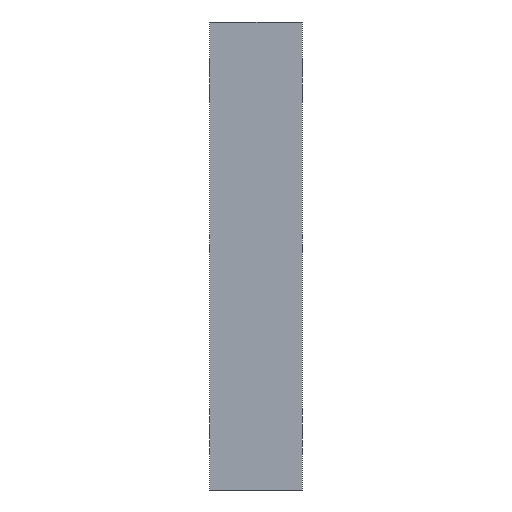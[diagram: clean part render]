
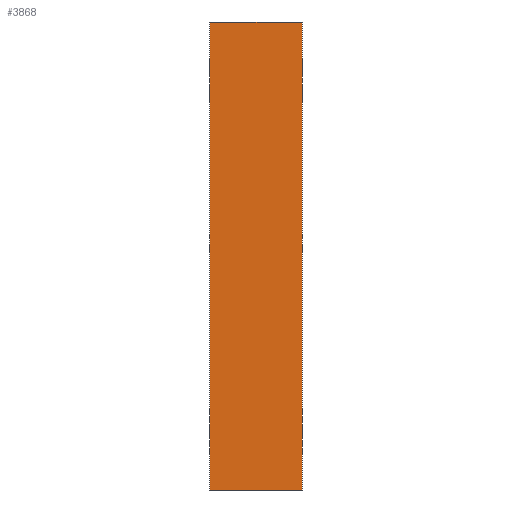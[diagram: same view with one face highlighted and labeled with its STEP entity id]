
A CAD part, left-side view. The second image highlights one B-rep face of the part: STEP entity #3868.
In plain terms, the highlighted planar face has unit normal (-1, 0, 0).
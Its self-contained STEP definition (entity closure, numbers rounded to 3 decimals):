
#54=PLANE('',#4125);
#321=FACE_OUTER_BOUND('',#541,.T.);
#541=EDGE_LOOP('',(#3406,#3407,#3408,#3409));
#1095=LINE('',#16728,#1290);
#1096=LINE('',#16730,#1291);
#1097=LINE('',#16732,#1292);
#1098=LINE('',#16733,#1293);
#1290=VECTOR('',#4816,10.);
#1291=VECTOR('',#4817,10.);
#1292=VECTOR('',#4818,10.);
#1293=VECTOR('',#4819,10.);
#1676=VERTEX_POINT('',#16726);
#1677=VERTEX_POINT('',#16727);
#1678=VERTEX_POINT('',#16729);
#1679=VERTEX_POINT('',#16731);
#2266=EDGE_CURVE('',#1676,#1677,#1095,.T.);
#2267=EDGE_CURVE('',#1676,#1678,#1096,.T.);
#2268=EDGE_CURVE('',#1679,#1678,#1097,.T.);
#2269=EDGE_CURVE('',#1677,#1679,#1098,.T.);
#3406=ORIENTED_EDGE('',*,*,#2266,.F.);
#3407=ORIENTED_EDGE('',*,*,#2267,.T.);
#3408=ORIENTED_EDGE('',*,*,#2268,.F.);
#3409=ORIENTED_EDGE('',*,*,#2269,.F.);
#3868=ADVANCED_FACE('',(#321),#54,.T.);
#4125=AXIS2_PLACEMENT_3D('',#16725,#4814,#4815);
#4814=DIRECTION('center_axis',(-1.,0.,0.));
#4815=DIRECTION('ref_axis',(0.,0.,1.));
#4816=DIRECTION('',(0.,0.,-1.));
#4817=DIRECTION('',(0.,1.,0.));
#4818=DIRECTION('',(0.,0.,1.));
#4819=DIRECTION('',(0.,1.,0.));
#16725=CARTESIAN_POINT('Origin',(0.,0.,0.));
#16726=CARTESIAN_POINT('',(0.,0.,32.));
#16727=CARTESIAN_POINT('',(0.,0.,0.));
#16728=CARTESIAN_POINT('',(0.,0.,32.));
#16729=CARTESIAN_POINT('',(0.,6.35,32.));
#16730=CARTESIAN_POINT('',(0.,0.,32.));
#16731=CARTESIAN_POINT('',(0.,6.35,0.));
#16732=CARTESIAN_POINT('',(0.,6.35,32.));
#16733=CARTESIAN_POINT('',(0.,0.,0.));
